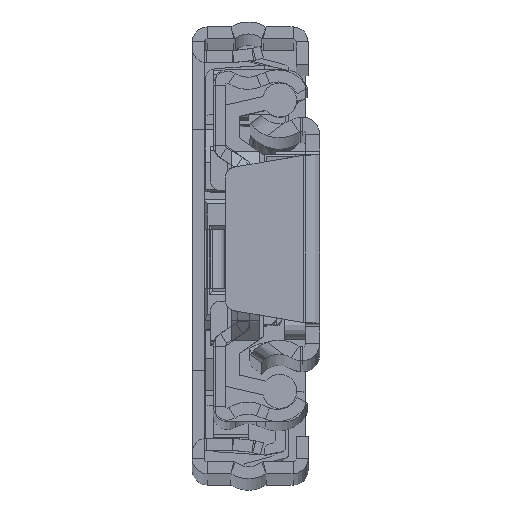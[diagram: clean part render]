
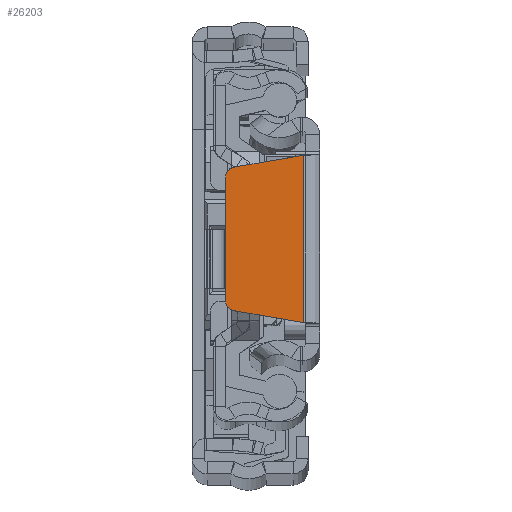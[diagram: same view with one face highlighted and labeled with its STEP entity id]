
A CAD part, top view. The second image highlights one B-rep face of the part: STEP entity #26203.
In plain terms, the highlighted planar face has unit normal (0, 0, 1).
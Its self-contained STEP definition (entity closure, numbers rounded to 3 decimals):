
#699 = AXIS2_PLACEMENT_3D ( 'NONE', #25100, #12147, #4205 ) ;
#733 = LINE ( 'NONE', #11097, #20360 ) ;
#1007 = ORIENTED_EDGE ( 'NONE', *, *, #27130, .F. ) ;
#1650 = DIRECTION ( 'NONE',  ( 0., 0., -1. ) ) ;
#2594 = EDGE_CURVE ( 'NONE', #34009, #4258, #8880, .T. ) ;
#3919 = ORIENTED_EDGE ( 'NONE', *, *, #31003, .F. ) ;
#4205 = DIRECTION ( 'NONE',  ( -1., 0., 0. ) ) ;
#4258 = VERTEX_POINT ( 'NONE', #29082 ) ;
#6847 = LINE ( 'NONE', #19964, #13858 ) ;
#6887 = CARTESIAN_POINT ( 'NONE',  ( -1.6, -8.333, 0. ) ) ;
#7233 = CARTESIAN_POINT ( 'NONE',  ( -8.4, 6.156, 0. ) ) ;
#7576 = DIRECTION ( 'NONE',  ( 0., 0., -1. ) ) ;
#8413 = CIRCLE ( 'NONE', #699, 1. ) ;
#8880 = CIRCLE ( 'NONE', #30391, 1. ) ;
#9005 = EDGE_CURVE ( 'NONE', #15231, #24656, #18251, .T. ) ;
#9978 = DIRECTION ( 'NONE',  ( -1., 0., 0. ) ) ;
#10124 = CARTESIAN_POINT ( 'NONE',  ( -1.6, -8.333, 0. ) ) ;
#10230 = DIRECTION ( 'NONE',  ( 0., 1., 0. ) ) ;
#11097 = CARTESIAN_POINT ( 'NONE',  ( -1.5, 8.35, 0. ) ) ;
#12147 = DIRECTION ( 'NONE',  ( 0., 0., -1. ) ) ;
#12517 = EDGE_CURVE ( 'NONE', #24656, #34009, #6847, .T. ) ;
#13858 = VECTOR ( 'NONE', #27741, 1000. ) ;
#14244 = CARTESIAN_POINT ( 'NONE',  ( -1.6, 8.333, 0. ) ) ;
#14889 = CARTESIAN_POINT ( 'NONE',  ( -9.4, 6.156, 0. ) ) ;
#15231 = VERTEX_POINT ( 'NONE', #14244 ) ;
#15327 = DIRECTION ( 'NONE',  ( 0., -1., 0. ) ) ;
#15409 = EDGE_CURVE ( 'NONE', #4258, #21542, #33906, .T. ) ;
#17222 = DIRECTION ( 'NONE',  ( -1., 0., 0. ) ) ;
#17321 = ORIENTED_EDGE ( 'NONE', *, *, #2594, .F. ) ;
#18111 = PLANE ( 'NONE',  #34041 ) ;
#18251 = LINE ( 'NONE', #10124, #28529 ) ;
#19109 = CARTESIAN_POINT ( 'NONE',  ( -8.568, -7.142, 0. ) ) ;
#19217 = VERTEX_POINT ( 'NONE', #21558 ) ;
#19964 = CARTESIAN_POINT ( 'NONE',  ( -8.568, -7.142, 0. ) ) ;
#20360 = VECTOR ( 'NONE', #21633, 1000. ) ;
#21542 = VERTEX_POINT ( 'NONE', #14889 ) ;
#21558 = CARTESIAN_POINT ( 'NONE',  ( -8.568, 7.142, 0. ) ) ;
#21633 = DIRECTION ( 'NONE',  ( 0.986, 0.168, 0. ) ) ;
#22284 = ORIENTED_EDGE ( 'NONE', *, *, #12517, .F. ) ;
#22386 = CARTESIAN_POINT ( 'NONE',  ( -8.4, -6.156, 0. ) ) ;
#22944 = FACE_OUTER_BOUND ( 'NONE', #28196, .T. ) ;
#24656 = VERTEX_POINT ( 'NONE', #6887 ) ;
#24985 = ORIENTED_EDGE ( 'NONE', *, *, #9005, .F. ) ;
#25100 = CARTESIAN_POINT ( 'NONE',  ( -8.4, 6.156, 0. ) ) ;
#25515 = ORIENTED_EDGE ( 'NONE', *, *, #15409, .F. ) ;
#26203 = ADVANCED_FACE ( 'NONE', ( #22944 ), #18111, .F. ) ;
#27130 = EDGE_CURVE ( 'NONE', #19217, #15231, #733, .T. ) ;
#27741 = DIRECTION ( 'NONE',  ( -0.986, 0.168, 0. ) ) ;
#28196 = EDGE_LOOP ( 'NONE', ( #24985, #1007, #3919, #25515, #17321, #22284 ) ) ;
#28529 = VECTOR ( 'NONE', #15327, 1000. ) ;
#28889 = CARTESIAN_POINT ( 'NONE',  ( -9.4, 6.156, 0. ) ) ;
#29082 = CARTESIAN_POINT ( 'NONE',  ( -9.4, -6.156, 0. ) ) ;
#30391 = AXIS2_PLACEMENT_3D ( 'NONE', #22386, #1650, #17222 ) ;
#31003 = EDGE_CURVE ( 'NONE', #21542, #19217, #8413, .T. ) ;
#31644 = VECTOR ( 'NONE', #10230, 1000. ) ;
#33906 = LINE ( 'NONE', #28889, #31644 ) ;
#34009 = VERTEX_POINT ( 'NONE', #19109 ) ;
#34041 = AXIS2_PLACEMENT_3D ( 'NONE', #7233, #7576, #9978 ) ;
